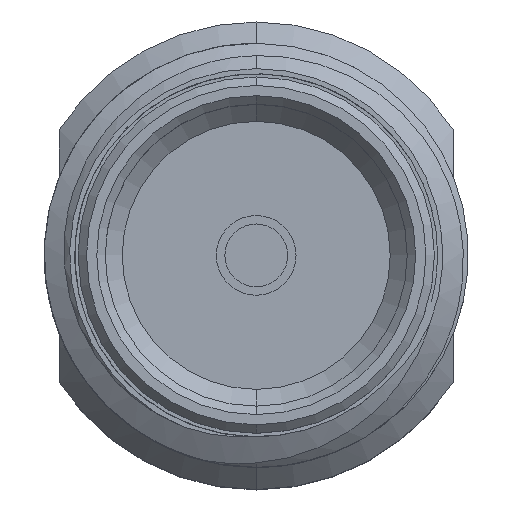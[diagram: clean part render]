
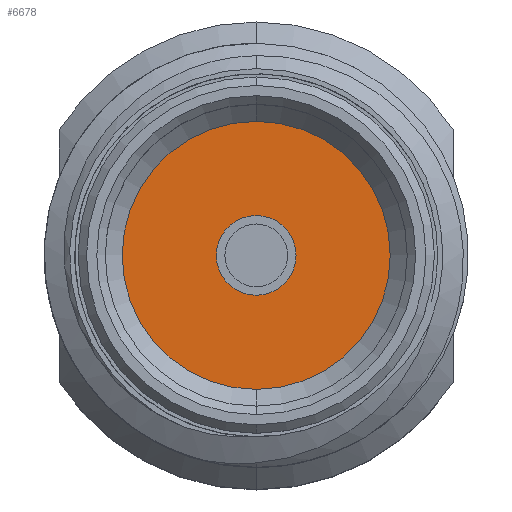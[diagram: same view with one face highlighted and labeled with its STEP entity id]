
A CAD part, top view. The second image highlights one B-rep face of the part: STEP entity #6678.
In plain terms, the highlighted planar face has unit normal (0, 0, 1).
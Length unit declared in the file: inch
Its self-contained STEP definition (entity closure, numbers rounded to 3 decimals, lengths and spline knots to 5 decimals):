
#229 = DIRECTION ( 'NONE',  ( 1., 0., 0. ) ) ;
#445 = EDGE_LOOP ( 'NONE', ( #1733, #2963 ) ) ;
#517 = AXIS2_PLACEMENT_3D ( 'NONE', #1417, #3941, #7252 ) ;
#631 = CARTESIAN_POINT ( 'NONE',  ( -0.079, 0., 0.265 ) ) ;
#1166 = EDGE_CURVE ( 'NONE', #5728, #4893, #8225, .T. ) ;
#1299 = EDGE_CURVE ( 'NONE', #3991, #2476, #1841, .T. ) ;
#1375 = ORIENTED_EDGE ( 'NONE', *, *, #4385, .F. ) ;
#1417 = CARTESIAN_POINT ( 'NONE',  ( 0., 0., 0.265 ) ) ;
#1496 = CARTESIAN_POINT ( 'NONE',  ( 0., 0., 0.265 ) ) ;
#1733 = ORIENTED_EDGE ( 'NONE', *, *, #4601, .T. ) ;
#1841 = CIRCLE ( 'NONE', #2924, 0.079 ) ;
#2102 = DIRECTION ( 'NONE',  ( 1., 0., 0. ) ) ;
#2373 = CIRCLE ( 'NONE', #7130, 0.079 ) ;
#2476 = VERTEX_POINT ( 'NONE', #5801 ) ;
#2924 = AXIS2_PLACEMENT_3D ( 'NONE', #4822, #2954, #5545 ) ;
#2954 = DIRECTION ( 'NONE',  ( 0., 0., 1. ) ) ;
#2963 = ORIENTED_EDGE ( 'NONE', *, *, #1299, .T. ) ;
#3260 = CARTESIAN_POINT ( 'NONE',  ( 0.0235, 0., 0.265 ) ) ;
#3465 = CARTESIAN_POINT ( 'NONE',  ( 0., 0., 0.265 ) ) ;
#3941 = DIRECTION ( 'NONE',  ( 0., 0., 1. ) ) ;
#3991 = VERTEX_POINT ( 'NONE', #631 ) ;
#4385 = EDGE_CURVE ( 'NONE', #4893, #5728, #5684, .T. ) ;
#4601 = EDGE_CURVE ( 'NONE', #2476, #3991, #2373, .T. ) ;
#4660 = FACE_BOUND ( 'NONE', #5137, .T. ) ;
#4822 = CARTESIAN_POINT ( 'NONE',  ( 0., 0., 0.265 ) ) ;
#4893 = VERTEX_POINT ( 'NONE', #3260 ) ;
#5137 = EDGE_LOOP ( 'NONE', ( #1375, #6963 ) ) ;
#5338 = DIRECTION ( 'NONE',  ( 0., 0., 1. ) ) ;
#5545 = DIRECTION ( 'NONE',  ( 1., 0., 0. ) ) ;
#5684 = CIRCLE ( 'NONE', #517, 0.0235 ) ;
#5728 = VERTEX_POINT ( 'NONE', #7523 ) ;
#5801 = CARTESIAN_POINT ( 'NONE',  ( 0.079, 0., 0.265 ) ) ;
#6056 = PLANE ( 'NONE',  #6589 ) ;
#6062 = DIRECTION ( 'NONE',  ( 0., 0., 1. ) ) ;
#6063 = DIRECTION ( 'NONE',  ( 0., 0., 1. ) ) ;
#6096 = FACE_OUTER_BOUND ( 'NONE', #445, .T. ) ;
#6589 = AXIS2_PLACEMENT_3D ( 'NONE', #1496, #5338, #7247 ) ;
#6678 = ADVANCED_FACE ( 'NONE', ( #4660, #6096 ), #6056, .T. ) ;
#6724 = AXIS2_PLACEMENT_3D ( 'NONE', #7298, #6063, #2102 ) ;
#6963 = ORIENTED_EDGE ( 'NONE', *, *, #1166, .F. ) ;
#7130 = AXIS2_PLACEMENT_3D ( 'NONE', #3465, #6062, #229 ) ;
#7247 = DIRECTION ( 'NONE',  ( 1., 0., 0. ) ) ;
#7252 = DIRECTION ( 'NONE',  ( 1., 0., 0. ) ) ;
#7298 = CARTESIAN_POINT ( 'NONE',  ( 0., 0., 0.265 ) ) ;
#7523 = CARTESIAN_POINT ( 'NONE',  ( -0.0235, 0., 0.265 ) ) ;
#8225 = CIRCLE ( 'NONE', #6724, 0.0235 ) ;
